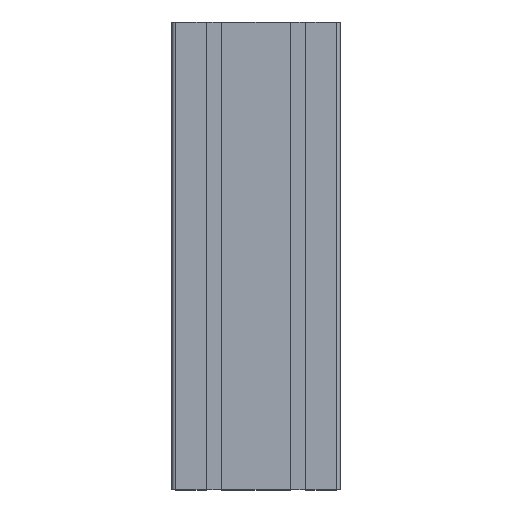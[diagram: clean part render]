
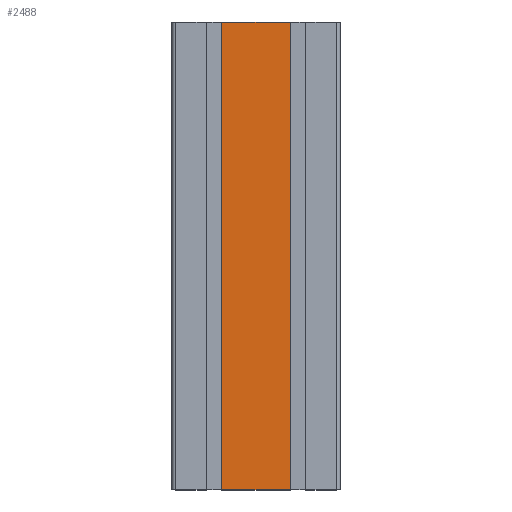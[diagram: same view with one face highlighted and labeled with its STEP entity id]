
A CAD part, top view. The second image highlights one B-rep face of the part: STEP entity #2488.
In plain terms, the highlighted planar face has unit normal (0, 0, 1).
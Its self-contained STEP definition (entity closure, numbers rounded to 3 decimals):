
#77=PLANE('',#2680);
#190=FACE_OUTER_BOUND('',#314,.T.);
#314=EDGE_LOOP('',(#1943,#1944,#1945,#1946));
#548=LINE('',#3896,#838);
#549=LINE('',#3899,#839);
#550=LINE('',#3901,#840);
#551=LINE('',#3902,#841);
#838=VECTOR('',#3182,10.);
#839=VECTOR('',#3185,10.);
#840=VECTOR('',#3186,10.);
#841=VECTOR('',#3187,10.);
#1183=VERTEX_POINT('',#3892);
#1184=VERTEX_POINT('',#3894);
#1185=VERTEX_POINT('',#3898);
#1186=VERTEX_POINT('',#3900);
#1502=EDGE_CURVE('',#1183,#1184,#548,.T.);
#1503=EDGE_CURVE('',#1185,#1183,#549,.T.);
#1504=EDGE_CURVE('',#1186,#1184,#550,.T.);
#1505=EDGE_CURVE('',#1185,#1186,#551,.T.);
#1943=ORIENTED_EDGE('',*,*,#1503,.T.);
#1944=ORIENTED_EDGE('',*,*,#1502,.T.);
#1945=ORIENTED_EDGE('',*,*,#1504,.F.);
#1946=ORIENTED_EDGE('',*,*,#1505,.F.);
#2488=ADVANCED_FACE('',(#190),#77,.T.);
#2680=AXIS2_PLACEMENT_3D('',#3897,#3183,#3184);
#3182=DIRECTION('',(0.,1.,0.));
#3183=DIRECTION('center_axis',(0.,0.,1.));
#3184=DIRECTION('ref_axis',(1.,0.,0.));
#3185=DIRECTION('',(1.,0.,0.));
#3186=DIRECTION('',(1.,0.,0.));
#3187=DIRECTION('',(0.,1.,0.));
#3892=CARTESIAN_POINT('',(63.322,0.,45.));
#3894=CARTESIAN_POINT('',(63.322,250.,45.));
#3896=CARTESIAN_POINT('',(63.322,0.,45.));
#3897=CARTESIAN_POINT('Origin',(26.678,0.,45.));
#3898=CARTESIAN_POINT('',(26.678,0.,45.));
#3899=CARTESIAN_POINT('',(26.678,0.,45.));
#3900=CARTESIAN_POINT('',(26.678,250.,45.));
#3901=CARTESIAN_POINT('',(26.678,250.,45.));
#3902=CARTESIAN_POINT('',(26.678,0.,45.));
